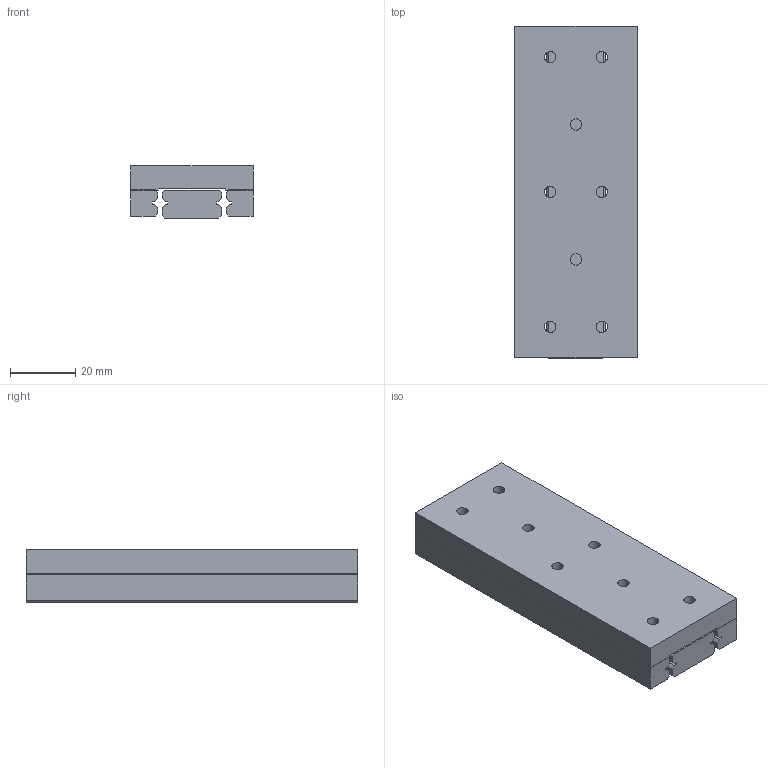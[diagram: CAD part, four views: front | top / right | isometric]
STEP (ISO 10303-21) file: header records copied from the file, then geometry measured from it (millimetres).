
FILE_DESCRIPTION((''),'2;1');
FILE_NAME('LP15-4-3.stp','2003-11-08T18:12:56',('Raul'),(''),'Autodesk Inventor (tm) 5.3','Autodesk Inventor (tm) 5.3','');
FILE_SCHEMA(('CONFIG_CONTROL_DESIGN'));
Length unit declared in the file: inch
Products named in the file (5): LP15-4-3; LP15-4-3 TOP-PLATE; LP15-4-3 SLIDE; LP15-4-3 RAIL-1; LP15-4-3 RAIL-2
Assembly tree (4 placements, depth 2):
  LP15-4-3
    LP15-4-3 TOP-PLATE
    LP15-4-3 SLIDE
    LP15-4-3 RAIL-1
    LP15-4-3 RAIL-2
Bounding box: 37.45 x 101.6 x 15.93 mm (x, y, z)
Volume: 54163.8 mm3; surface area: 23842.7 mm2
Topology: 4 solids, 4 shells, 90 faces, 246 edges, 164 vertices
Faces by surface type: plane 60, bspline 30
Entity records: 3941 total; most frequent: CARTESIAN_POINT 1019, ORIENTED_EDGE 492, DIRECTION 444, EDGE_CURVE 246, VECTOR 186, LINE 186, VERTEX_POINT 164, AXIS2_PLACEMENT_3D 129
